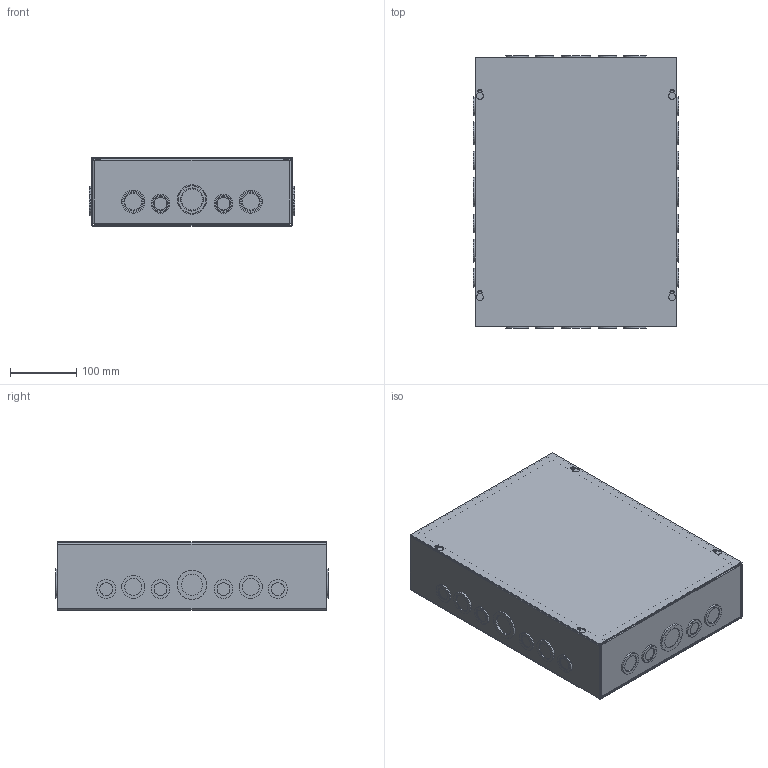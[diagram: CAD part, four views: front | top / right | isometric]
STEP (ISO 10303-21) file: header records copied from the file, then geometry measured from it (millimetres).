
FILE_DESCRIPTION (( 'STEP AP203' ), '1' );
FILE_NAME ('CSKO16124_Default.step', '2019-11-13T16:14:11', ( '' ), ( '' ), 'SwSTEP 2.0', 'SolidWorks 2019', '' );
FILE_SCHEMA (( 'CONFIG_CONTROL_DESIGN' ));
Length unit declared in the file: inch
Products named in the file (1): CSKO16124_Default
Bounding box: 310.74 x 412.34 x 103.05 mm (x, y, z)
Volume: 617258.7 mm3; surface area: 860586.3 mm2
Topology: 4 solids, 4 shells, 493 faces, 1116 edges, 732 vertices
Faces by surface type: cylinder 264, plane 221, bspline 4, cone 4
Entity records: 14365 total; most frequent: DIRECTION 2632, CARTESIAN_POINT 2610, ORIENTED_EDGE 2232, EDGE_CURVE 1116, AXIS2_PLACEMENT_3D 1030, VERTEX_POINT 732, EDGE_LOOP 628, LINE 572
